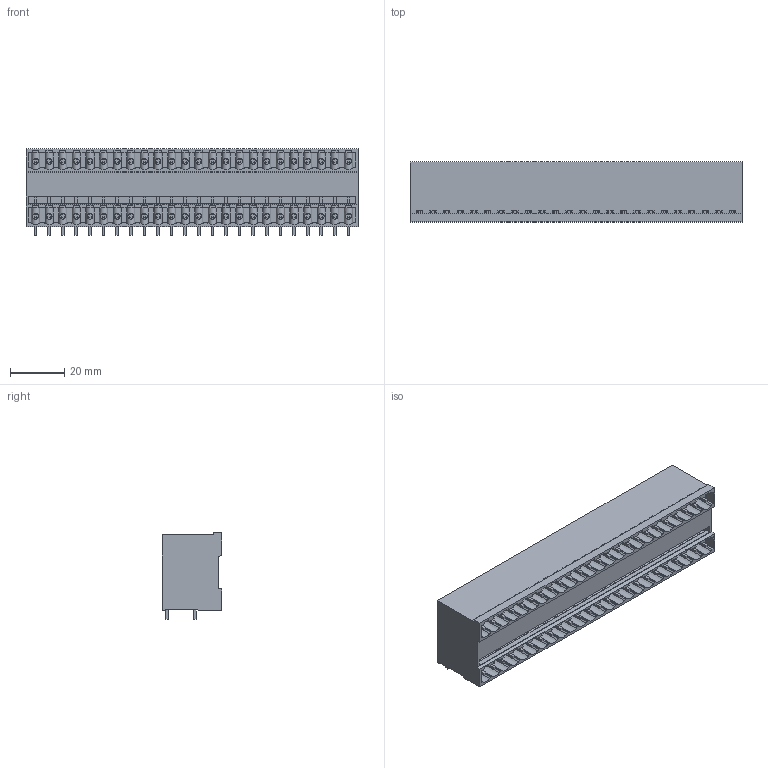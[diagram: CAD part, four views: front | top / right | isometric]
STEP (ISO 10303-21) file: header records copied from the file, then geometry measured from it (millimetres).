
FILE_DESCRIPTION(('CATIA V5R24 STEP','CAx-IF Rec.Pracs.--- Model Styling and Organization---1.4--- 2014-01-23'),'2;1');
FILE_NAME ('D1453494_1_1614570000_1614570000.stp','2021-12-08T07:19:40+00:00',('none'),('Weidmueller'),'CATIA Version 5-6 Release 2016 SP3 HF44','CATIA V5 STEP AP214','none');
FILE_SCHEMA(('AUTOMOTIVE_DESIGN { 1 0 10303 214 1 1 1 1 }'));
Products named in the file (1): 1614570000
Bounding box: 122 x 22 x 31.85 mm (x, y, z)
Volume: 51384.5 mm3; surface area: 35696.3 mm2
Topology: 49 solids, 49 shells, 2081 faces, 6048 edges, 4046 vertices
Faces by surface type: plane 1745, cylinder 288, extrusion 48
Entity records: 66951 total; most frequent: CARTESIAN_POINT 16073, ORIENTED_EDGE 12096, DIRECTION 7840, EDGE_CURVE 6048, VECTOR 5374, LINE 5326, VERTEX_POINT 4046, EDGE_LOOP 2302
